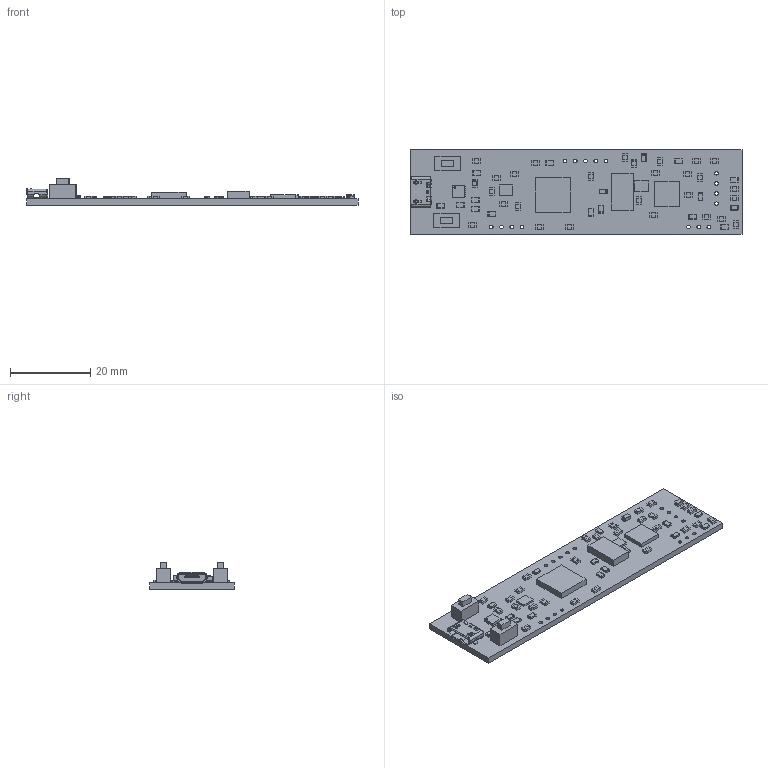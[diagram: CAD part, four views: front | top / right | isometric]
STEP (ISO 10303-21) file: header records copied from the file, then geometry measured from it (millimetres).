
FILE_DESCRIPTION(('STEP AP214'), '1');
FILE_NAME('PCB1', '', ('UNSPECIFIED'), ('UNSPECIFIED'), 'ASCON STEP Converter 1.6', 'ASCON Math Kernel', '');
FILE_SCHEMA(('AUTOMOTIVE_DESIGN { 1 0 10303 214 3 1 1}'));
Length unit declared in the file: millimetre
Products named in the file (74): Open CASCADE STEP translator 6.8 4.1.1; 櫻蠉錪; User_Library-Chip_Cap_MLCC_0805_(2012)_A; Inductor_0805; 6715672512; Extruded; User_Library-Chip_Resistor2; 6715308160; User_Library-WSON-6; 6715672032; 6715671712; micro_USB; micro_usb02; micro_usb; Free-Models
Assembly tree (117 placements, depth 4):
  (unnamed)
    (unnamed)
      Open CASCADE STEP translator 6.8 4.1.1
    (unnamed)
      櫻蠉錪
    (unnamed)
      User_Library-Chip_Cap_MLCC_0805_(2012)_A
    (unnamed)
      User_Library-Chip_Cap_MLCC_0805_(2012)_A
    (unnamed)
      User_Library-Chip_Cap_MLCC_0805_(2012)_A
    (unnamed)
      User_Library-Chip_Cap_MLCC_0805_(2012)_A
    (unnamed)
      User_Library-Chip_Cap_MLCC_0805_(2012)_A
    (unnamed)
      User_Library-Chip_Cap_MLCC_0805_(2012)_A
    (unnamed)
      User_Library-Chip_Cap_MLCC_0805_(2012)_A
    (unnamed)
      User_Library-Chip_Cap_MLCC_0805_(2012)_A
    (unnamed)
      User_Library-Chip_Cap_MLCC_0805_(2012)_A
    (unnamed)
      User_Library-Chip_Cap_MLCC_0805_(2012)_A
    (unnamed)
      User_Library-Chip_Cap_MLCC_0805_(2012)_A
    (unnamed)
      User_Library-Chip_Cap_MLCC_0805_(2012)_A
    (unnamed)
      User_Library-Chip_Cap_MLCC_0805_(2012)_A
    (unnamed)
      User_Library-Chip_Cap_MLCC_0805_(2012)_A
    (unnamed)
      User_Library-Chip_Cap_MLCC_0805_(2012)_A
    (unnamed)
      User_Library-Chip_Cap_MLCC_0805_(2012)_A
    (unnamed)
      User_Library-Chip_Cap_MLCC_0805_(2012)_A
    (unnamed)
      User_Library-Chip_Cap_MLCC_0805_(2012)_A
    (unnamed)
      User_Library-Chip_Cap_MLCC_0805_(2012)_A
    (unnamed)
      User_Library-Chip_Cap_MLCC_0805_(2012)_A
    (unnamed)
      User_Library-Chip_Cap_MLCC_0805_(2012)_A
    (unnamed)
      User_Library-Chip_Cap_MLCC_0805_(2012)_A
    (unnamed)
      User_Library-Chip_Cap_MLCC_0805_(2012)_A
    (unnamed)
      User_Library-Chip_Cap_MLCC_0805_(2012)_A
    (unnamed)
      User_Library-Chip_Cap_MLCC_0805_(2012)_A
    (unnamed)
      User_Library-Chip_Cap_MLCC_0805_(2012)_A
    (unnamed)
      User_Library-Chip_Cap_MLCC_0805_(2012)_A
    (unnamed)
Bounding box: 82.85 x 21 x 6.59 mm (x, y, z)
Volume: 3285.5 mm3; surface area: 5329.3 mm2
Topology: 61 solids, 61 shells, 3120 faces, 7456 edges, 4112 vertices
Faces by surface type: cylinder 1333, plane 1087, sphere 380, torus 242, bspline 78
Full cylindrical faces by diameter (mm): 0.507 x1, 0.9 x16
Entity records: 59944 total; most frequent: CARTESIAN_POINT 9897, DIRECTION 7571, ORIENTED_EDGE 6978, EDGE_CURVE 3489, AXIS2_PLACEMENT_3D 2832, VERTEX_POINT 2096, LINE 1907, VECTOR 1907
